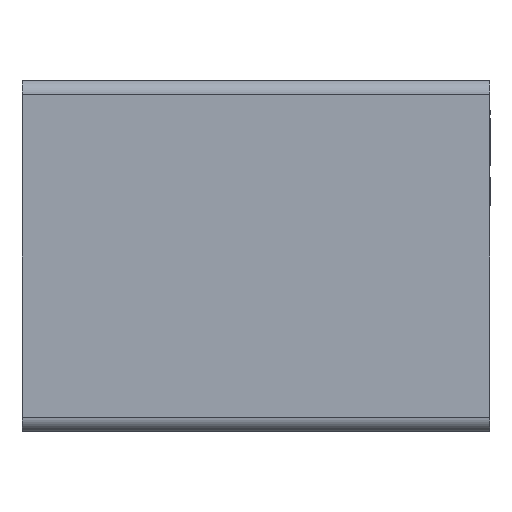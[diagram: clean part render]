
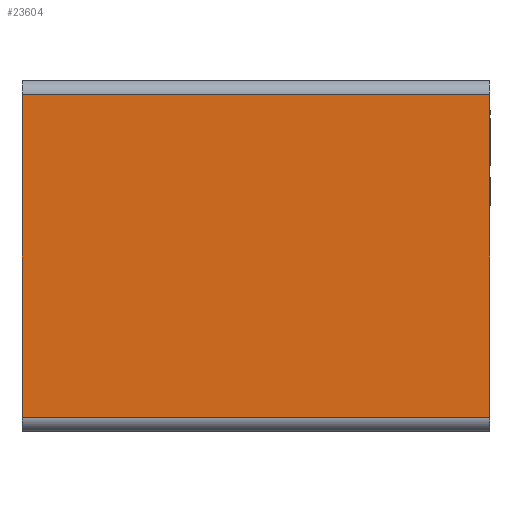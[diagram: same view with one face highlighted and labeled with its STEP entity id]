
A CAD part, left-side view. The second image highlights one B-rep face of the part: STEP entity #23604.
In plain terms, the highlighted planar face has unit normal (-1, 0, 0).
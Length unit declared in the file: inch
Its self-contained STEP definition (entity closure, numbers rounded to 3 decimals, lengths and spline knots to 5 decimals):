
#981 = LINE ( 'NONE', #23534, #21520 ) ;
#3143 = VECTOR ( 'NONE', #10338, 39.37008 ) ;
#3514 = CARTESIAN_POINT ( 'NONE',  ( -0.75, -1., -0.49147 ) ) ;
#3657 = CARTESIAN_POINT ( 'NONE',  ( -0.75, 1., 0.88853 ) ) ;
#5884 = ORIENTED_EDGE ( 'NONE', *, *, #21922, .T. ) ;
#6735 = AXIS2_PLACEMENT_3D ( 'NONE', #14163, #28005, #25873 ) ;
#7554 = LINE ( 'NONE', #20421, #15782 ) ;
#8458 = EDGE_LOOP ( 'NONE', ( #18741, #5884, #28402, #20559 ) ) ;
#8460 = EDGE_CURVE ( 'NONE', #25700, #18199, #16301, .T. ) ;
#9727 = PLANE ( 'NONE',  #6735 ) ;
#10338 = DIRECTION ( 'NONE',  ( 0., 1., 0. ) ) ;
#10472 = DIRECTION ( 'NONE',  ( 0., 0., -1. ) ) ;
#14163 = CARTESIAN_POINT ( 'NONE',  ( -0.75, -1., 0.88853 ) ) ;
#15097 = FACE_OUTER_BOUND ( 'NONE', #8458, .T. ) ;
#15782 = VECTOR ( 'NONE', #24501, 39.37008 ) ;
#16301 = LINE ( 'NONE', #20569, #16985 ) ;
#16985 = VECTOR ( 'NONE', #24554, 39.37008 ) ;
#17294 = EDGE_CURVE ( 'NONE', #24162, #20656, #981, .T. ) ;
#18199 = VERTEX_POINT ( 'NONE', #26438 ) ;
#18741 = ORIENTED_EDGE ( 'NONE', *, *, #8460, .T. ) ;
#19016 = CARTESIAN_POINT ( 'NONE',  ( -0.75, 0., 0.88853 ) ) ;
#20421 = CARTESIAN_POINT ( 'NONE',  ( -0.75, 0., -0.49147 ) ) ;
#20559 = ORIENTED_EDGE ( 'NONE', *, *, #23873, .T. ) ;
#20569 = CARTESIAN_POINT ( 'NONE',  ( -0.75, -1., 0.19853 ) ) ;
#20656 = VERTEX_POINT ( 'NONE', #24047 ) ;
#21520 = VECTOR ( 'NONE', #10472, 39.37008 ) ;
#21922 = EDGE_CURVE ( 'NONE', #18199, #24162, #25037, .T. ) ;
#23534 = CARTESIAN_POINT ( 'NONE',  ( -0.75, 1., 0.88853 ) ) ;
#23604 = ADVANCED_FACE ( 'NONE', ( #15097 ), #9727, .T. ) ;
#23873 = EDGE_CURVE ( 'NONE', #20656, #25700, #7554, .T. ) ;
#24047 = CARTESIAN_POINT ( 'NONE',  ( -0.75, 1., -0.49147 ) ) ;
#24162 = VERTEX_POINT ( 'NONE', #3657 ) ;
#24501 = DIRECTION ( 'NONE',  ( 0., -1., 0. ) ) ;
#24554 = DIRECTION ( 'NONE',  ( 0., 0., 1. ) ) ;
#25037 = LINE ( 'NONE', #19016, #3143 ) ;
#25700 = VERTEX_POINT ( 'NONE', #3514 ) ;
#25873 = DIRECTION ( 'NONE',  ( 0., 1., 0. ) ) ;
#26438 = CARTESIAN_POINT ( 'NONE',  ( -0.75, -1., 0.88853 ) ) ;
#28005 = DIRECTION ( 'NONE',  ( -1., 0., 0. ) ) ;
#28402 = ORIENTED_EDGE ( 'NONE', *, *, #17294, .T. ) ;
